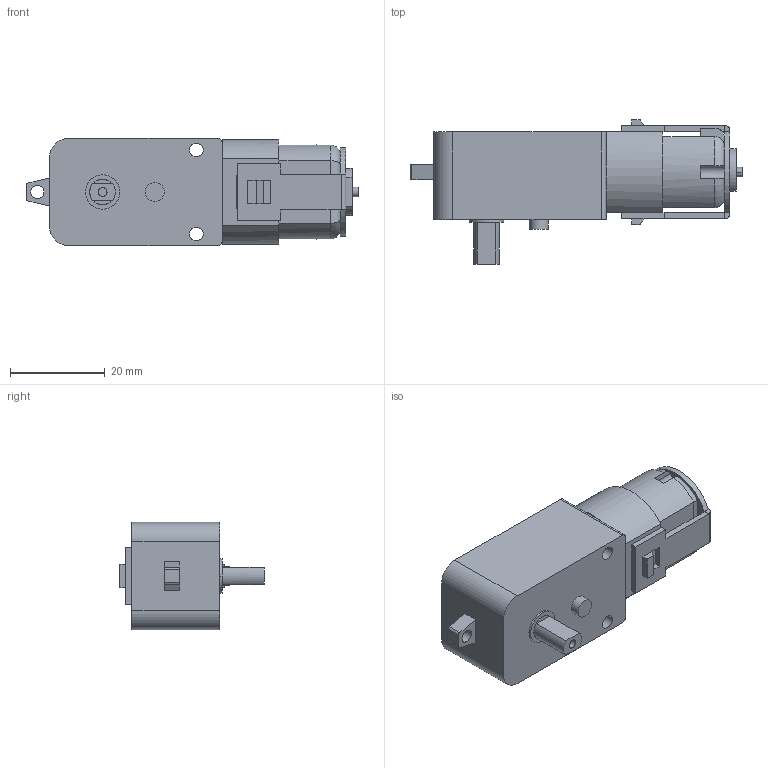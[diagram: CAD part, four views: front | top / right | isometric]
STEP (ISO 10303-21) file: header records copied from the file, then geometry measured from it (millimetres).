
FILE_DESCRIPTION((''),'2;1');
FILE_NAME('MOTOR_GP01S-A130','2011-01-05T',('Michael'),('EPFL'),'PRO/ENGINEER BY PARAMETRIC TECHNOLOGY CORPORATION, 2008490','PRO/ENGINEER BY PARAMETRIC TECHNOLOGY CORPORATION, 2008490','');
FILE_SCHEMA(('AUTOMOTIVE_DESIGN_CC06 { 1 0 10303 214 -2 1 8 1 }'));
Length unit declared in the file: millimetre
Products named in the file (1): MOTOR_GP01S-A130
Bounding box: 70.25 x 30.56 x 22.7 mm (x, y, z)
Volume: 23654 mm3; surface area: 7142.5 mm2
Topology: 1 solids, 1 shells, 143 faces, 378 edges, 244 vertices
Faces by surface type: plane 101, cylinder 38, torus 4
Entity records: 6408 total; most frequent: CARTESIAN_POINT 842, ORIENTED_EDGE 756, DIRECTION 745, PRESENTATION_STYLE_ASSIGNMENT 444, STYLED_ITEM 379, CURVE_STYLE 378, EDGE_CURVE 378, VECTOR 275
